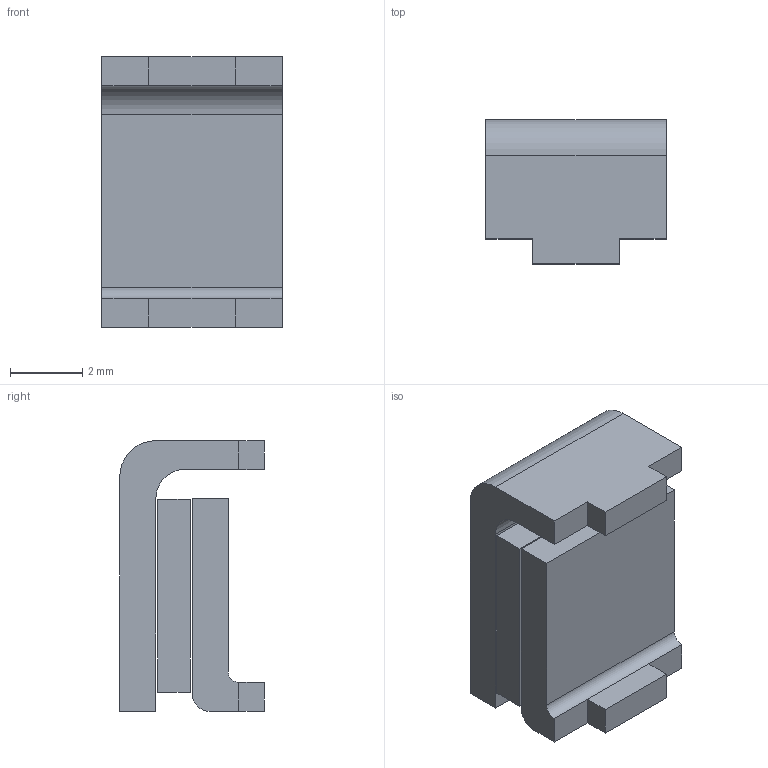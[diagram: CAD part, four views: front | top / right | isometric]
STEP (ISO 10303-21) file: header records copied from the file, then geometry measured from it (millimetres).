
FILE_DESCRIPTION (( 'STEP AP214' ), '1' );
FILE_NAME ('User Library-MF-SM100.STEP', '2015-07-29T11:28:14', ( 'Windows User' ), ( '' ), 'SwSTEP 2.0', 'SolidWorks 2015', '' );
FILE_SCHEMA (( 'AUTOMOTIVE_DESIGN' ));
Length unit declared in the file: millimetre
Products named in the file (1): User Library-MF-SM100
Bounding box: 5 x 4 x 7.5 mm (x, y, z)
Volume: 103.6 mm3; surface area: 286.2 mm2
Topology: 3 solids, 3 shells, 34 faces, 82 edges, 54 vertices
Faces by surface type: plane 30, cylinder 4
Entity records: 1316 total; most frequent: CARTESIAN_POINT 171, ORIENTED_EDGE 164, DIRECTION 160, EDGE_CURVE 82, VECTOR 74, LINE 74, VERTEX_POINT 54, AXIS2_PLACEMENT_3D 43
